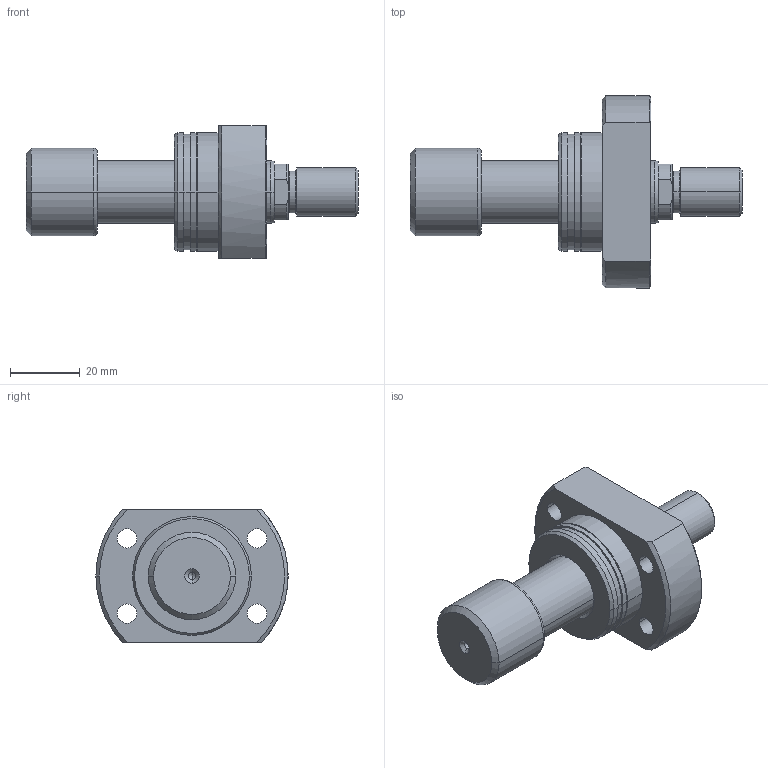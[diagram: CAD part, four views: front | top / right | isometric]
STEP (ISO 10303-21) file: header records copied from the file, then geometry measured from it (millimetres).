
FILE_DESCRIPTION (( 'STEP AP203' ), '1' );
FILE_NAME ('15a6.STEP', '2022-04-15T20:15:54', ( '' ), ( '' ), 'SwSTEP 2.0', 'SolidWorks 2019', '' );
FILE_SCHEMA (( 'CONFIG_CONTROL_DESIGN' ));
Length unit declared in the file: millimetre
Products named in the file (4): V400CL_PC_Y fa4e7fd89025c8cb9a8f5262300e082a; V400CL_VC_X fa4e7fd89025c8cb9a8f5262300e082a; 15a6; V450CM_MALE_METRIC fa4e7fd89025c8cb9a8f5262300e082a
Assembly tree (3 placements, depth 2):
  15a6
    V400CL_VC_X fa4e7fd89025c8cb9a8f5262300e082a
    V400CL_PC_Y fa4e7fd89025c8cb9a8f5262300e082a
    V450CM_MALE_METRIC fa4e7fd89025c8cb9a8f5262300e082a
Bounding box: 95 x 55 x 38 mm (x, y, z)
Volume: 54661.6 mm3; surface area: 16584.7 mm2
Topology: 3 solids, 3 shells, 117 faces, 258 edges, 159 vertices
Faces by surface type: cylinder 53, cone 30, plane 30, torus 4
Entity records: 3675 total; most frequent: DIRECTION 629, CARTESIAN_POINT 584, ORIENTED_EDGE 508, AXIS2_PLACEMENT_3D 268, EDGE_CURVE 254, VERTEX_POINT 159, CIRCLE 145, EDGE_LOOP 143
